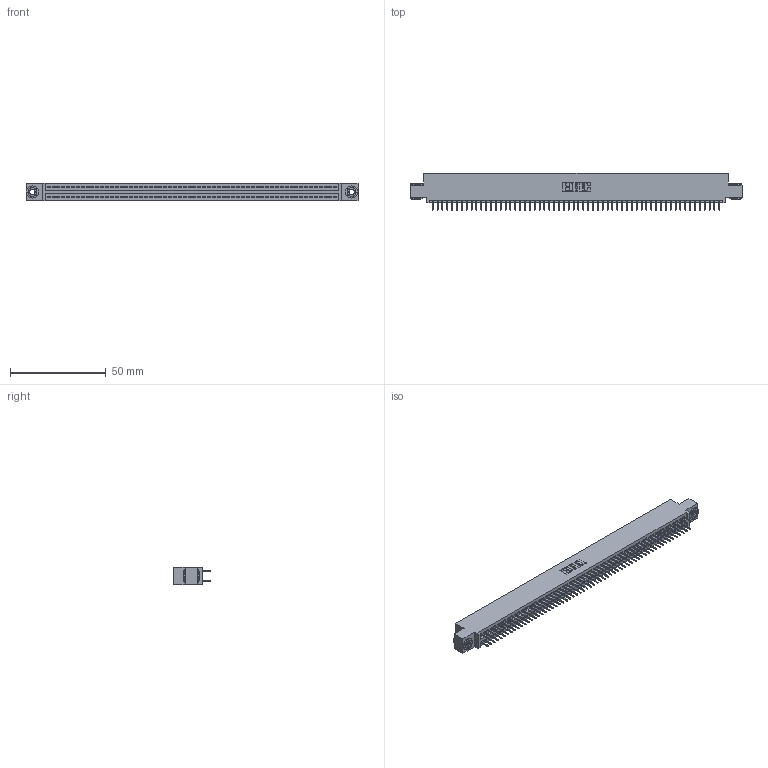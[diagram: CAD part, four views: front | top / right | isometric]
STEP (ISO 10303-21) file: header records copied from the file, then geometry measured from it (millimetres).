
FILE_DESCRIPTION (( 'STEP AP203' ), '1' );
FILE_NAME ('395-120-524-503.STEP', '2018-12-03T13:25:40', ( '' ), ( '' ), 'SwSTEP 2.0', 'SolidWorks 2016', '' );
FILE_SCHEMA (( 'CONFIG_CONTROL_DESIGN' ));
Length unit declared in the file: inch
Products named in the file (4): 345-250-002_345-250-002-102; 345 Part_0.110 Offset - 0.156 Dia-TH; 395-120-524-503; 345-292-001_345-293-124
Assembly tree (123 placements, depth 2):
  395-120-524-503
    345 Part_0.110 Offset - 0.156 Dia-TH
    345-292-001_345-293-124  x120
    345-250-002_345-250-002-102  x2
Bounding box: 173.61 x 19.35 x 9.4 mm (x, y, z)
Volume: 16796.1 mm3; surface area: 24994.4 mm2
Topology: 123 solids, 123 shells, 6648 faces, 18789 edges, 12042 vertices
Faces by surface type: plane 4774, cylinder 1866, cone 8
Entity records: 45510 total; most frequent: CARTESIAN_POINT 7587, ORIENTED_EDGE 7514, DIRECTION 6699, EDGE_CURVE 3757, LINE 3365, VECTOR 3365, VERTEX_POINT 2498, AXIS2_PLACEMENT_3D 1667
